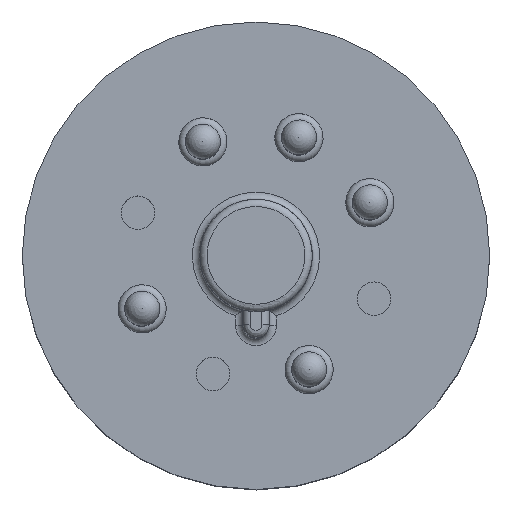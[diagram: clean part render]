
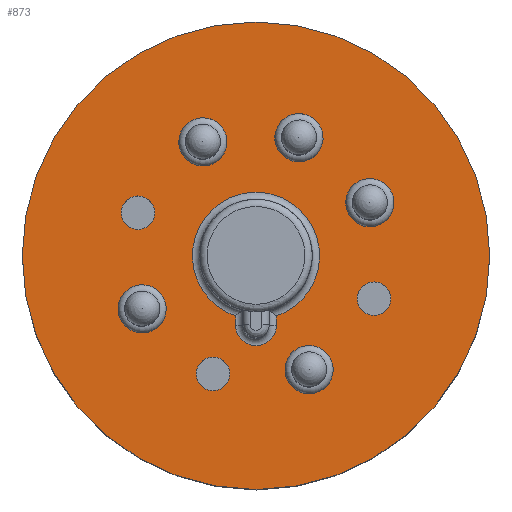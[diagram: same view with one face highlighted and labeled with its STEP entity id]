
A CAD part, top view. The second image highlights one B-rep face of the part: STEP entity #873.
In plain terms, the highlighted planar face has unit normal (0, 0, 1).
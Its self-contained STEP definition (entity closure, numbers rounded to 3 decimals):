
#81=FACE_BOUND('',#195,.T.);
#82=FACE_BOUND('',#196,.T.);
#83=FACE_BOUND('',#197,.T.);
#84=FACE_BOUND('',#198,.T.);
#85=FACE_BOUND('',#199,.T.);
#86=FACE_BOUND('',#200,.T.);
#87=FACE_BOUND('',#201,.T.);
#88=FACE_BOUND('',#202,.T.);
#89=FACE_BOUND('',#203,.T.);
#96=PLANE('',#1004);
#130=FACE_OUTER_BOUND('',#194,.T.);
#194=EDGE_LOOP('',(#692));
#195=EDGE_LOOP('',(#693));
#196=EDGE_LOOP('',(#694));
#197=EDGE_LOOP('',(#695));
#198=EDGE_LOOP('',(#696));
#199=EDGE_LOOP('',(#697));
#200=EDGE_LOOP('',(#698));
#201=EDGE_LOOP('',(#699));
#202=EDGE_LOOP('',(#700));
#203=EDGE_LOOP('',(#701,#702,#703,#704));
#253=LINE('',#1566,#287);
#254=LINE('',#1574,#288);
#287=VECTOR('',#1200,10.);
#288=VECTOR('',#1211,10.);
#307=CIRCLE('',#947,1.15);
#309=CIRCLE('',#950,1.15);
#311=CIRCLE('',#953,1.15);
#313=CIRCLE('',#956,1.15);
#315=CIRCLE('',#959,1.15);
#317=CIRCLE('',#962,1.15);
#319=CIRCLE('',#965,1.15);
#321=CIRCLE('',#968,1.15);
#336=CIRCLE('',#991,4.35);
#339=CIRCLE('',#996,1.4);
#344=CIRCLE('',#1005,16.);
#387=VERTEX_POINT('',#1407);
#389=VERTEX_POINT('',#1413);
#391=VERTEX_POINT('',#1419);
#393=VERTEX_POINT('',#1425);
#395=VERTEX_POINT('',#1431);
#397=VERTEX_POINT('',#1437);
#399=VERTEX_POINT('',#1443);
#401=VERTEX_POINT('',#1449);
#418=VERTEX_POINT('',#1530);
#419=VERTEX_POINT('',#1545);
#421=VERTEX_POINT('',#1564);
#423=VERTEX_POINT('',#1569);
#431=VERTEX_POINT('',#1614);
#465=EDGE_CURVE('',#387,#387,#307,.T.);
#468=EDGE_CURVE('',#389,#389,#309,.T.);
#471=EDGE_CURVE('',#391,#391,#311,.T.);
#474=EDGE_CURVE('',#393,#393,#313,.T.);
#477=EDGE_CURVE('',#395,#395,#315,.T.);
#480=EDGE_CURVE('',#397,#397,#317,.T.);
#483=EDGE_CURVE('',#399,#399,#319,.T.);
#486=EDGE_CURVE('',#401,#401,#321,.T.);
#510=EDGE_CURVE('',#418,#419,#336,.T.);
#514=EDGE_CURVE('',#421,#418,#253,.T.);
#516=EDGE_CURVE('',#423,#421,#339,.T.);
#518=EDGE_CURVE('',#419,#423,#254,.T.);
#530=EDGE_CURVE('',#431,#431,#344,.T.);
#692=ORIENTED_EDGE('',*,*,#530,.T.);
#693=ORIENTED_EDGE('',*,*,#465,.T.);
#694=ORIENTED_EDGE('',*,*,#468,.T.);
#695=ORIENTED_EDGE('',*,*,#471,.T.);
#696=ORIENTED_EDGE('',*,*,#474,.T.);
#697=ORIENTED_EDGE('',*,*,#477,.T.);
#698=ORIENTED_EDGE('',*,*,#480,.T.);
#699=ORIENTED_EDGE('',*,*,#483,.T.);
#700=ORIENTED_EDGE('',*,*,#486,.T.);
#701=ORIENTED_EDGE('',*,*,#510,.F.);
#702=ORIENTED_EDGE('',*,*,#514,.F.);
#703=ORIENTED_EDGE('',*,*,#516,.F.);
#704=ORIENTED_EDGE('',*,*,#518,.F.);
#873=ADVANCED_FACE('',(#130,#81,#82,#83,#84,#85,#86,#87,#88,#89),#96,.T.);
#947=AXIS2_PLACEMENT_3D('',#1408,#1092,#1093);
#950=AXIS2_PLACEMENT_3D('',#1414,#1099,#1100);
#953=AXIS2_PLACEMENT_3D('',#1420,#1106,#1107);
#956=AXIS2_PLACEMENT_3D('',#1426,#1113,#1114);
#959=AXIS2_PLACEMENT_3D('',#1432,#1120,#1121);
#962=AXIS2_PLACEMENT_3D('',#1438,#1127,#1128);
#965=AXIS2_PLACEMENT_3D('',#1444,#1134,#1135);
#968=AXIS2_PLACEMENT_3D('',#1450,#1141,#1142);
#991=AXIS2_PLACEMENT_3D('',#1546,#1193,#1194);
#996=AXIS2_PLACEMENT_3D('',#1571,#1205,#1206);
#1004=AXIS2_PLACEMENT_3D('',#1613,#1228,#1229);
#1005=AXIS2_PLACEMENT_3D('',#1615,#1230,#1231);
#1092=DIRECTION('center_axis',(0.,0.,-1.));
#1093=DIRECTION('ref_axis',(-1.,0.,0.));
#1099=DIRECTION('center_axis',(0.,0.,-1.));
#1100=DIRECTION('ref_axis',(-1.,0.,0.));
#1106=DIRECTION('center_axis',(0.,0.,-1.));
#1107=DIRECTION('ref_axis',(-1.,0.,0.));
#1113=DIRECTION('center_axis',(0.,0.,-1.));
#1114=DIRECTION('ref_axis',(-1.,0.,0.));
#1120=DIRECTION('center_axis',(0.,0.,-1.));
#1121=DIRECTION('ref_axis',(-1.,0.,0.));
#1127=DIRECTION('center_axis',(0.,0.,-1.));
#1128=DIRECTION('ref_axis',(-1.,0.,0.));
#1134=DIRECTION('center_axis',(0.,0.,-1.));
#1135=DIRECTION('ref_axis',(-1.,0.,0.));
#1141=DIRECTION('center_axis',(0.,0.,-1.));
#1142=DIRECTION('ref_axis',(-1.,0.,0.));
#1193=DIRECTION('center_axis',(0.,0.,1.));
#1194=DIRECTION('ref_axis',(0.,1.,0.));
#1200=DIRECTION('',(0.,1.,0.));
#1205=DIRECTION('center_axis',(0.,0.,1.));
#1206=DIRECTION('ref_axis',(0.,-1.,0.));
#1211=DIRECTION('',(0.,-1.,0.));
#1228=DIRECTION('center_axis',(0.,0.,1.));
#1229=DIRECTION('ref_axis',(1.,0.,0.));
#1230=DIRECTION('center_axis',(0.,0.,1.));
#1231=DIRECTION('ref_axis',(-1.,0.,0.));
#1407=CARTESIAN_POINT('',(-6.931,2.941,18.));
#1408=CARTESIAN_POINT('Origin',(-8.081,2.941,18.));
#1413=CARTESIAN_POINT('',(4.091,8.081,18.));
#1414=CARTESIAN_POINT('Origin',(2.941,8.081,18.));
#1419=CARTESIAN_POINT('',(9.231,-2.941,18.));
#1420=CARTESIAN_POINT('Origin',(8.081,-2.941,18.));
#1425=CARTESIAN_POINT('',(-1.791,-8.081,18.));
#1426=CARTESIAN_POINT('Origin',(-2.941,-8.081,18.));
#1431=CARTESIAN_POINT('',(4.785,-7.794,18.));
#1432=CARTESIAN_POINT('Origin',(3.635,-7.794,18.));
#1437=CARTESIAN_POINT('',(8.944,3.635,18.));
#1438=CARTESIAN_POINT('Origin',(7.794,3.635,18.));
#1443=CARTESIAN_POINT('',(-2.485,7.794,18.));
#1444=CARTESIAN_POINT('Origin',(-3.635,7.794,18.));
#1449=CARTESIAN_POINT('',(-6.644,-3.635,18.));
#1450=CARTESIAN_POINT('Origin',(-7.794,-3.635,18.));
#1530=CARTESIAN_POINT('',(1.4,-4.119,18.));
#1545=CARTESIAN_POINT('',(-1.4,-4.119,18.));
#1546=CARTESIAN_POINT('Origin',(0.,0.,18.));
#1564=CARTESIAN_POINT('',(1.4,-4.75,18.));
#1566=CARTESIAN_POINT('',(1.4,-2.375,18.));
#1569=CARTESIAN_POINT('',(-1.4,-4.75,18.));
#1571=CARTESIAN_POINT('Origin',(0.,-4.75,18.));
#1574=CARTESIAN_POINT('',(-1.4,-1.872,18.));
#1613=CARTESIAN_POINT('Origin',(0.,0.,
18.));
#1614=CARTESIAN_POINT('',(16.,0.,18.));
#1615=CARTESIAN_POINT('Origin',(0.,0.,18.));
